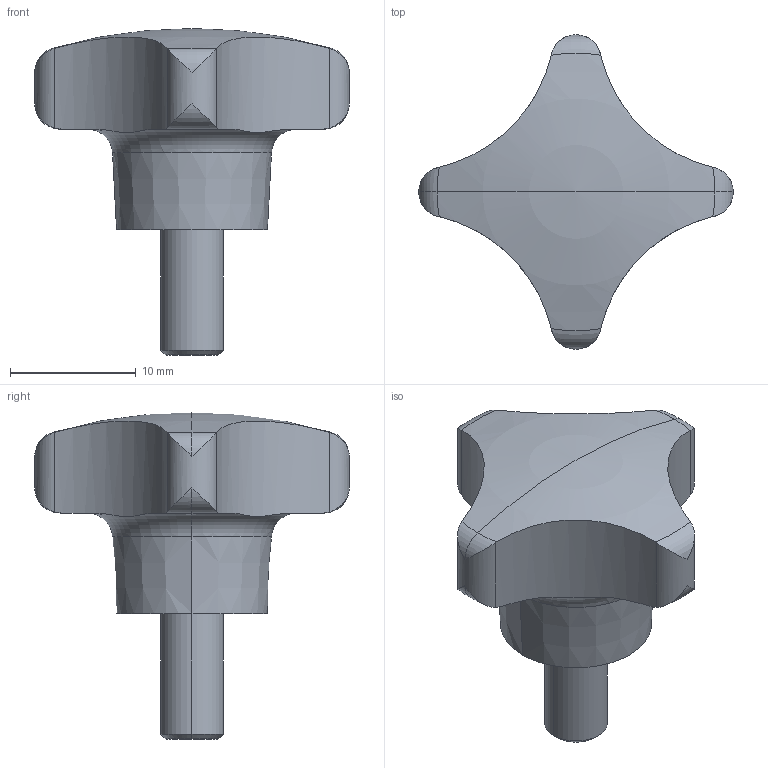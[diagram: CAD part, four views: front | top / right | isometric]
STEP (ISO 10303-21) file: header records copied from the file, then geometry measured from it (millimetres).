
FILE_DESCRIPTION(('STEP AP214'),'1');
FILE_NAME('HALDERN_EH_24730_1051.stp','2017-08-10T07:44:17',('TraceParts'),('TraceParts S.A.'),'Spatial InterOp 3D',' ',' ');
FILE_SCHEMA(('automotive_design'));
Length unit declared in the file: millimetre
Products named in the file (1): HALDERN_EH_24730_1051
Bounding box: 25 x 25 x 26 mm (x, y, z)
Volume: 3189.3 mm3; surface area: 1464.8 mm2
Topology: 1 solids, 1 shells, 38 faces, 104 edges, 67 vertices
Faces by surface type: torus 14, cylinder 10, cone 6, plane 6, sphere 2
Entity records: 1824 total; most frequent: CARTESIAN_POINT 576, ORIENTED_EDGE 204, DIRECTION 186, EDGE_CURVE 102, AXIS2_PLACEMENT_3D 85, VERTEX_POINT 67, CIRCLE 46, B_SPLINE_CURVE_WITH_KNOTS 40
